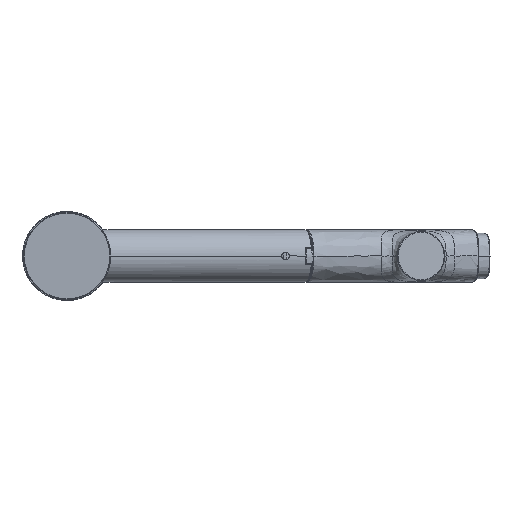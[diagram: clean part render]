
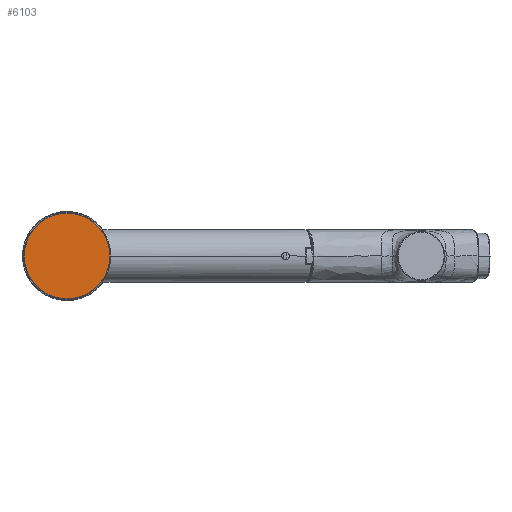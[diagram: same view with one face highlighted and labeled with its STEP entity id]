
A CAD part, front view. The second image highlights one B-rep face of the part: STEP entity #6103.
In plain terms, the highlighted planar face has unit normal (0, -1, 0).
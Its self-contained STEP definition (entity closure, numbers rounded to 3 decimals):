
#1=CARTESIAN_POINT('',(0.,0.,0.));
#2=DIRECTION('',(0.,1.,0.));
#3=DIRECTION('',(-1.,0.,0.));
#4=AXIS2_PLACEMENT_3D('',#1,#2,#3);
#6=CARTESIAN_POINT('',(0.,0.,0.));
#7=DIRECTION('',(0.,1.,0.));
#8=DIRECTION('',(1.,0.,0.));
#9=AXIS2_PLACEMENT_3D('',#6,#7,#8);
#5764=CARTESIAN_POINT('',(-24.5,0.,0.));
#5766=VERTEX_POINT('',#5764);
#5768=CARTESIAN_POINT('',(24.5,0.,0.));
#5770=VERTEX_POINT('',#5768);
#6092=CARTESIAN_POINT('',(0.,0.,0.));
#6093=DIRECTION('',(0.,1.,0.));
#6094=DIRECTION('',(1.,0.,0.));
#6095=AXIS2_PLACEMENT_3D('',#6092,#6093,#6094);
#6096=PLANE('',#6095);
#6098=ORIENTED_EDGE('',*,*,#6097,.T.);
#6100=ORIENTED_EDGE('',*,*,#6099,.T.);
#6101=EDGE_LOOP('',(#6098,#6100));
#6102=FACE_OUTER_BOUND('',#6101,.F.);
#6103=ADVANCED_FACE('',(#6102),#6096,.F.);
#5=CIRCLE('',#4,24.5);
#10=CIRCLE('',#9,24.5);
#6097=EDGE_CURVE('',#5766,#5770,#5,.T.);
#6099=EDGE_CURVE('',#5770,#5766,#10,.T.);
